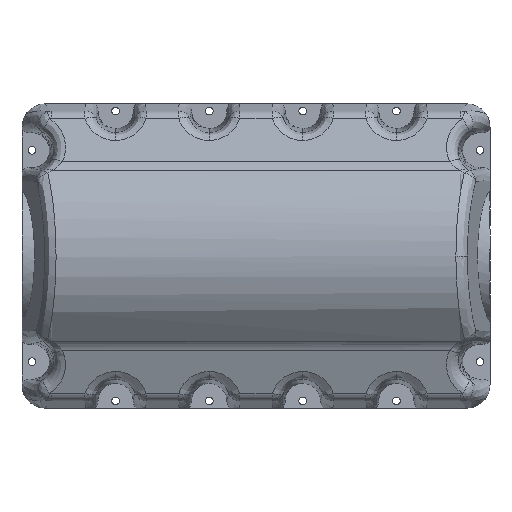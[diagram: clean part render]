
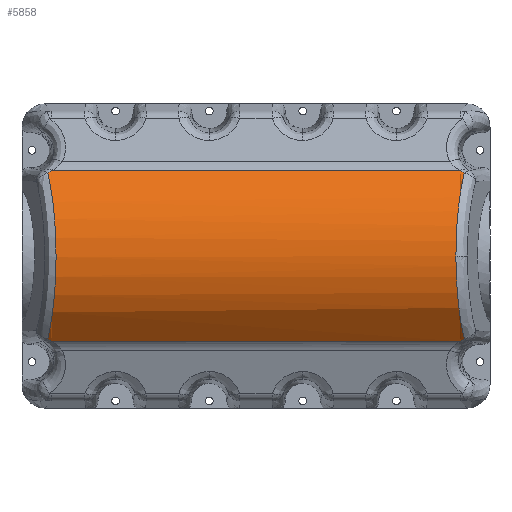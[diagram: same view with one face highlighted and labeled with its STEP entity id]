
A CAD part, front view. The second image highlights one B-rep face of the part: STEP entity #5858.
In plain terms, the highlighted free-form (B-spline) face has degree [2, 1] with [3, 2] control points.
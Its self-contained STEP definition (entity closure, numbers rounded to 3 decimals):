
#3153 = EDGE_CURVE('',#3154,#3156,#3158,.T.);
#3154 = VERTEX_POINT('',#3155);
#3155 = CARTESIAN_POINT('',(179.801,-84.171,0.));
#3156 = VERTEX_POINT('',#3157);
#3157 = CARTESIAN_POINT('',(187.235,-53.346,
    74.406));
#3158 = ( BOUNDED_CURVE() B_SPLINE_CURVE(3,(#3159,#3160,#3161,#3162),
.UNSPECIFIED.,.F.,.F.) B_SPLINE_CURVE_WITH_KNOTS((4,4),(0.,
0.786),.PIECEWISE_BEZIER_KNOTS.) CURVE() 
GEOMETRIC_REPRESENTATION_ITEM() RATIONAL_B_SPLINE_CURVE((1.,
0.949,0.949,1.)) REPRESENTATION_ITEM('') );
#3159 = CARTESIAN_POINT('',(179.801,-84.171,0.));
#3160 = CARTESIAN_POINT('',(179.801,-84.171,
    28.282));
#3161 = CARTESIAN_POINT('',(182.411,-73.347,
    54.41));
#3162 = CARTESIAN_POINT('',(187.235,-53.346,
    74.406));
#5858 = ADVANCED_FACE('',(#5859),#5928,.T.);
#5859 = FACE_BOUND('',#5860,.T.);
#5860 = EDGE_LOOP('',(#5861,#5870,#5879,#5886,#5887,#5896,#5903,#5912,
    #5921));
#5861 = ORIENTED_EDGE('',*,*,#5862,.T.);
#5862 = EDGE_CURVE('',#5863,#5865,#5867,.T.);
#5863 = VERTEX_POINT('',#5864);
#5864 = CARTESIAN_POINT('',(-184.012,-50.926,
    -76.75));
#5865 = VERTEX_POINT('',#5866);
#5866 = CARTESIAN_POINT('',(184.012,-50.926,
    -76.75));
#5867 = B_SPLINE_CURVE_WITH_KNOTS('',1,(#5868,#5869),.UNSPECIFIED.,.F.,
  .F.,(2,2),(-476.115,-31.885),.PIECEWISE_BEZIER_KNOTS.);
#5868 = CARTESIAN_POINT('',(-184.012,-50.926,
    -76.75));
#5869 = CARTESIAN_POINT('',(184.012,-50.926,
    -76.75));
#5870 = ORIENTED_EDGE('',*,*,#5871,.T.);
#5871 = EDGE_CURVE('',#5865,#5872,#5874,.T.);
#5872 = VERTEX_POINT('',#5873);
#5873 = CARTESIAN_POINT('',(187.235,-53.346,
    -74.406));
#5874 = B_SPLINE_CURVE_WITH_KNOTS('',3,(#5875,#5876,#5877,#5878),
  .UNSPECIFIED.,.F.,.F.,(4,4),(0.,0.006),
  .PIECEWISE_BEZIER_KNOTS.);
#5875 = CARTESIAN_POINT('',(184.012,-50.926,
    -76.75));
#5876 = CARTESIAN_POINT('',(184.996,-51.808,
    -75.922));
#5877 = CARTESIAN_POINT('',(186.065,-52.616,
    -75.136));
#5878 = CARTESIAN_POINT('',(187.235,-53.346,
    -74.406));
#5879 = ORIENTED_EDGE('',*,*,#5880,.T.);
#5880 = EDGE_CURVE('',#5872,#3154,#5881,.T.);
#5881 = ( BOUNDED_CURVE() B_SPLINE_CURVE(3,(#5882,#5883,#5884,#5885),
.UNSPECIFIED.,.F.,.F.) B_SPLINE_CURVE_WITH_KNOTS((4,4),(5.498,
6.283),.PIECEWISE_BEZIER_KNOTS.) CURVE() 
GEOMETRIC_REPRESENTATION_ITEM() RATIONAL_B_SPLINE_CURVE((1.,
0.949,0.949,1.)) REPRESENTATION_ITEM('') );
#5882 = CARTESIAN_POINT('',(187.235,-53.346,
    -74.406));
#5883 = CARTESIAN_POINT('',(182.411,-73.347,
    -54.41));
#5884 = CARTESIAN_POINT('',(179.801,-84.171,
    -28.282));
#5885 = CARTESIAN_POINT('',(179.801,-84.171,0.));
#5886 = ORIENTED_EDGE('',*,*,#3153,.T.);
#5887 = ORIENTED_EDGE('',*,*,#5888,.T.);
#5888 = EDGE_CURVE('',#3156,#5889,#5891,.T.);
#5889 = VERTEX_POINT('',#5890);
#5890 = CARTESIAN_POINT('',(184.012,-50.926,
    76.75));
#5891 = B_SPLINE_CURVE_WITH_KNOTS('',3,(#5892,#5893,#5894,#5895),
  .UNSPECIFIED.,.F.,.F.,(4,4),(0.,0.006),
  .PIECEWISE_BEZIER_KNOTS.);
#5892 = CARTESIAN_POINT('',(187.235,-53.346,
    74.406));
#5893 = CARTESIAN_POINT('',(186.065,-52.616,
    75.136));
#5894 = CARTESIAN_POINT('',(184.996,-51.808,
    75.922));
#5895 = CARTESIAN_POINT('',(184.012,-50.926,
    76.75));
#5896 = ORIENTED_EDGE('',*,*,#5897,.T.);
#5897 = EDGE_CURVE('',#5889,#5898,#5900,.T.);
#5898 = VERTEX_POINT('',#5899);
#5899 = CARTESIAN_POINT('',(-184.012,-50.926,
    76.75));
#5900 = B_SPLINE_CURVE_WITH_KNOTS('',1,(#5901,#5902),.UNSPECIFIED.,.F.,
  .F.,(2,2),(31.885,476.115),.PIECEWISE_BEZIER_KNOTS.);
#5901 = CARTESIAN_POINT('',(184.012,-50.926,
    76.75));
#5902 = CARTESIAN_POINT('',(-184.012,-50.926,
    76.75));
#5903 = ORIENTED_EDGE('',*,*,#5904,.T.);
#5904 = EDGE_CURVE('',#5898,#5905,#5907,.T.);
#5905 = VERTEX_POINT('',#5906);
#5906 = CARTESIAN_POINT('',(-187.235,-53.346,
    74.406));
#5907 = B_SPLINE_CURVE_WITH_KNOTS('',3,(#5908,#5909,#5910,#5911),
  .UNSPECIFIED.,.F.,.F.,(4,4),(0.,0.006),
  .PIECEWISE_BEZIER_KNOTS.);
#5908 = CARTESIAN_POINT('',(-184.012,-50.926,
    76.75));
#5909 = CARTESIAN_POINT('',(-184.996,-51.808,
    75.922));
#5910 = CARTESIAN_POINT('',(-186.065,-52.616,
    75.136));
#5911 = CARTESIAN_POINT('',(-187.235,-53.346,
    74.406));
#5912 = ORIENTED_EDGE('',*,*,#5913,.T.);
#5913 = EDGE_CURVE('',#5905,#5914,#5916,.T.);
#5914 = VERTEX_POINT('',#5915);
#5915 = CARTESIAN_POINT('',(-187.235,-53.346,
    -74.406));
#5916 = ( BOUNDED_CURVE() B_SPLINE_CURVE(3,(#5917,#5918,#5919,#5920),
.UNSPECIFIED.,.F.,.F.) B_SPLINE_CURVE_WITH_KNOTS((4,4),(2.356,
3.927),.PIECEWISE_BEZIER_KNOTS.) CURVE() 
GEOMETRIC_REPRESENTATION_ITEM() RATIONAL_B_SPLINE_CURVE((1.,
0.805,0.805,1.)) REPRESENTATION_ITEM('') );
#5917 = CARTESIAN_POINT('',(-187.235,-53.346,
    74.406));
#5918 = CARTESIAN_POINT('',(-176.722,-96.94,
    30.822));
#5919 = CARTESIAN_POINT('',(-176.722,-96.94,
    -30.822));
#5920 = CARTESIAN_POINT('',(-187.235,-53.346,
    -74.406));
#5921 = ORIENTED_EDGE('',*,*,#5922,.T.);
#5922 = EDGE_CURVE('',#5914,#5863,#5923,.T.);
#5923 = B_SPLINE_CURVE_WITH_KNOTS('',3,(#5924,#5925,#5926,#5927),
  .UNSPECIFIED.,.F.,.F.,(4,4),(0.,0.006),
  .PIECEWISE_BEZIER_KNOTS.);
#5924 = CARTESIAN_POINT('',(-187.235,-53.346,
    -74.406));
#5925 = CARTESIAN_POINT('',(-186.065,-52.616,
    -75.136));
#5926 = CARTESIAN_POINT('',(-184.996,-51.808,
    -75.922));
#5927 = CARTESIAN_POINT('',(-184.012,-50.926,
    -76.75));
#5928 = ( BOUNDED_SURFACE() B_SPLINE_SURFACE(2,1,(
    (#5929,#5930)
    ,(#5931,#5932)
    ,(#5933,#5934
)),.UNSPECIFIED.,.F.,.F.,.F.) B_SPLINE_SURFACE_WITH_KNOTS((3,3),(2,2),(
    3.895,5.53),(27.996,480.004),
.PIECEWISE_BEZIER_KNOTS.) GEOMETRIC_REPRESENTATION_ITEM() 
RATIONAL_B_SPLINE_SURFACE((
    (1.,1.)
    ,(0.684,0.684)
,(1.,1.))) REPRESENTATION_ITEM('') SURFACE() );
#5929 = CARTESIAN_POINT('',(187.235,-50.926,
    -76.75));
#5930 = CARTESIAN_POINT('',(-187.235,-50.926,
    -76.75));
#5931 = CARTESIAN_POINT('',(187.235,-132.774,
    0.));
#5932 = CARTESIAN_POINT('',(-187.235,-132.774,
    0.));
#5933 = CARTESIAN_POINT('',(187.235,-50.926,
    76.75));
#5934 = CARTESIAN_POINT('',(-187.235,-50.926,
    76.75));
